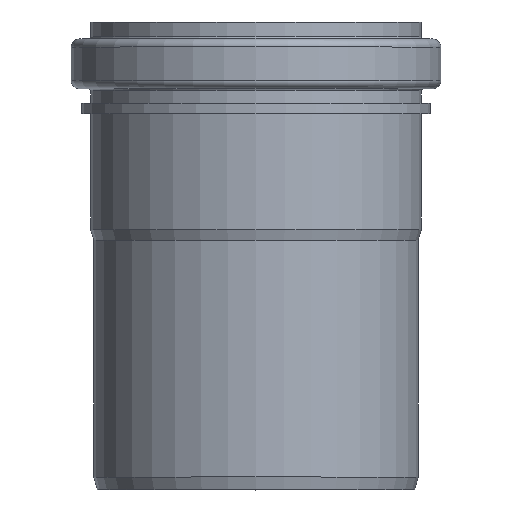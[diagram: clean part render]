
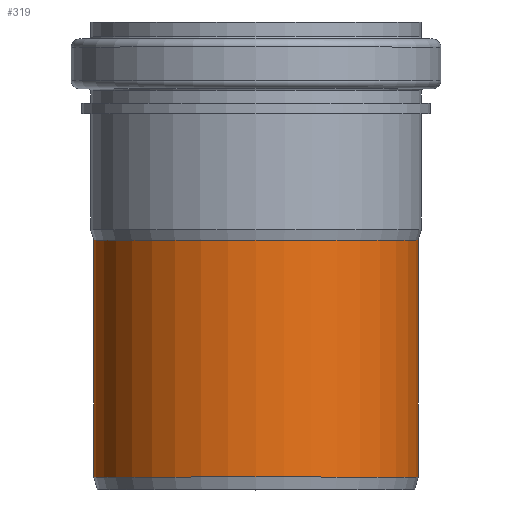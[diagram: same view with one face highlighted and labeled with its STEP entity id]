
A CAD part, top view. The second image highlights one B-rep face of the part: STEP entity #319.
In plain terms, the highlighted cylindrical face has radius 39 mm (diameter 78 mm), a full revolution.
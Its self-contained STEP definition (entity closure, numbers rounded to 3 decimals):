
#48=FACE_BOUND('',#121,.T.);
#77=FACE_OUTER_BOUND('',#120,.T.);
#120=EDGE_LOOP('',(#265));
#121=EDGE_LOOP('',(#266));
#164=CIRCLE('',#364,39.);
#165=CIRCLE('',#366,39.);
#193=VERTEX_POINT('',#555);
#194=VERTEX_POINT('',#558);
#222=EDGE_CURVE('',#193,#193,#164,.T.);
#223=EDGE_CURVE('',#194,#194,#165,.T.);
#265=ORIENTED_EDGE('',*,*,#222,.T.);
#266=ORIENTED_EDGE('',*,*,#223,.F.);
#300=CYLINDRICAL_SURFACE('',#365,39.);
#319=ADVANCED_FACE('',(#77,#48),#300,.T.);
#364=AXIS2_PLACEMENT_3D('',#556,#452,#453);
#365=AXIS2_PLACEMENT_3D('',#557,#454,#455);
#366=AXIS2_PLACEMENT_3D('',#559,#456,#457);
#452=DIRECTION('center_axis',(0.,-1.,0.));
#453=DIRECTION('ref_axis',(1.,0.,0.));
#454=DIRECTION('center_axis',(0.,-1.,0.));
#455=DIRECTION('ref_axis',(1.,0.,0.));
#456=DIRECTION('center_axis',(0.,-1.,0.));
#457=DIRECTION('ref_axis',(1.,0.,0.));
#555=CARTESIAN_POINT('',(39.,60.,0.));
#556=CARTESIAN_POINT('Origin',(0.,60.,0.));
#557=CARTESIAN_POINT('Origin',(0.,31.5,0.));
#558=CARTESIAN_POINT('',(39.,3.,0.));
#559=CARTESIAN_POINT('Origin',(0.,3.,0.));
